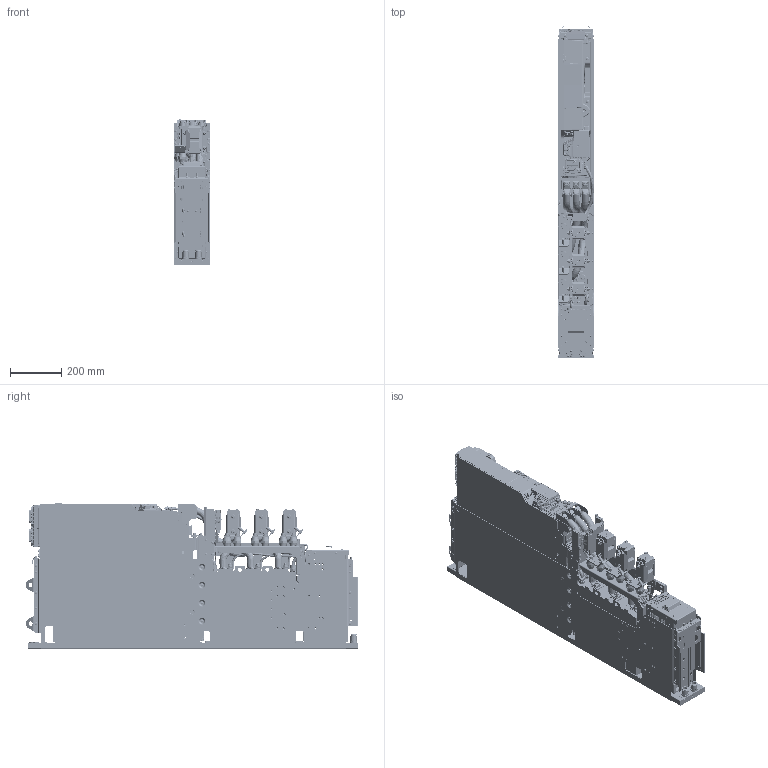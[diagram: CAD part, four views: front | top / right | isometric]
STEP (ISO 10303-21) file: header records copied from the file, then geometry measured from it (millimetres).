
FILE_DESCRIPTION(/* description */ (''),/* implementation_level */ '2;1');
FILE_NAME(/* name */ 'MCAD-IC7-60-AR10L_IP00-AEZ1.stp',/* time_stamp */ '2022-09-15T14:16:28+03:00',/* author */ (''),/* organization */ (''),/* preprocessor_version */ 'ST-DEVELOPER v16.7',/* originating_system */ 'SIEMENS PLM Software NX 1892',/* authorisation */ '');
FILE_SCHEMA (('AP203_CONFIGURATION_CONTROLLED_3D_DESIGN_OF_MECHANICAL_PARTS_AND_ASSEMBLIES_MIM_LF { 1 0 10303 403 2 1 2}'));
Bounding box: 140 x 1291.37 x 568.5 mm (x, y, z)
Volume: 38217335.5 mm3; surface area: 7551374.5 mm2
Topology: 558 solids, 570 shells, 30922 faces, 77894 edges, 49000 vertices
Faces by surface type: plane 13688, cylinder 10101, bspline 3917, cone 1552, torus 684, extrusion 536, sphere 389, revolution 55
Full cylindrical faces by diameter (mm): 1 x15, 1.2 x5, 1.25 x5, 1.592 x3, 1.6 x4, 2 x5, 2.5 x4, 2.9 x76, 3 x6, 3.131 x3, 3.141 x3, 3.242 x3, 3.3 x17, 3.5 x12, 3.6 x53, 3.65 x3, 3.7 x29, 4 x90, 4.1 x5, 4.134 x12, 4.2 x37, 4.5 x65, 4.6 x35, 4.69 x2, 4.8 x50, 4.917 x2, 5 x85, 5.1 x2, 5.2 x3, 5.25 x6
Entity records: 894593 total; most frequent: CRTPNT 302190, ORNEDG 114506, DRCTN 105405, EDGCRV 57253, A2PL3D 37083, VRTPNT 36949, VECTOR 31232, LINE 30696
